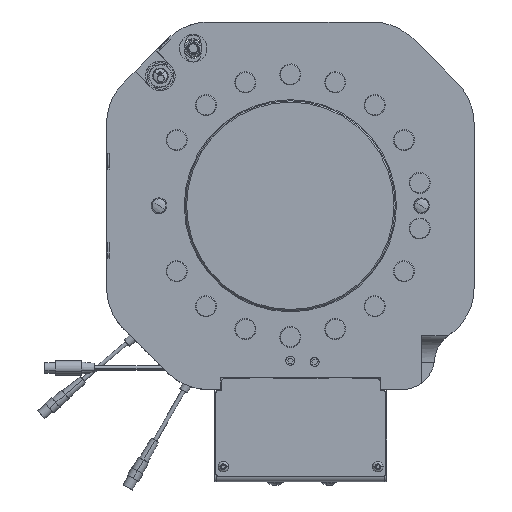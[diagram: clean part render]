
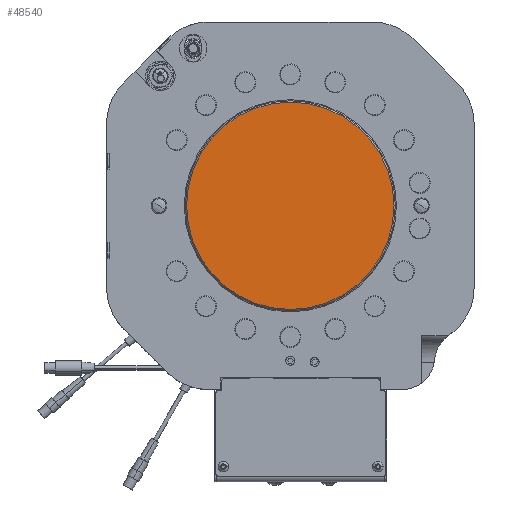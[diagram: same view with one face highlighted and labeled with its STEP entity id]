
A CAD part, top view. The second image highlights one B-rep face of the part: STEP entity #48540.
In plain terms, the highlighted planar face has unit normal (0, 0, 1).
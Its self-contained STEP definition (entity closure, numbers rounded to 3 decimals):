
#7630 = AXIS2_PLACEMENT_3D ( 'NONE', #99597, #107827, #107299 ) ;
#16990 = VERTEX_POINT ( 'NONE', #60132 ) ;
#20879 = PLANE ( 'NONE',  #91279 ) ;
#20980 = CIRCLE ( 'NONE', #56148, 79. ) ;
#28482 = FACE_OUTER_BOUND ( 'NONE', #57450, .T. ) ;
#32958 = CARTESIAN_POINT ( 'NONE',  ( -79., 0., 7.5 ) ) ;
#35630 = CARTESIAN_POINT ( 'NONE',  ( 0., 0., 7.5 ) ) ;
#44952 = DIRECTION ( 'NONE',  ( -1., 0., 0. ) ) ;
#48026 = VERTEX_POINT ( 'NONE', #32958 ) ;
#48540 = ADVANCED_FACE ( 'NONE', ( #28482 ), #20879, .F. ) ;
#54819 = CARTESIAN_POINT ( 'NONE',  ( 134.802, -119.448, 7.5 ) ) ;
#54830 = CIRCLE ( 'NONE', #7630, 79. ) ;
#56148 = AXIS2_PLACEMENT_3D ( 'NONE', #35630, #104029, #69021 ) ;
#57450 = EDGE_LOOP ( 'NONE', ( #61283, #81386 ) ) ;
#60132 = CARTESIAN_POINT ( 'NONE',  ( 79., 0., 7.5 ) ) ;
#61283 = ORIENTED_EDGE ( 'NONE', *, *, #90245, .T. ) ;
#69021 = DIRECTION ( 'NONE',  ( -1., 0., 0. ) ) ;
#69464 = EDGE_CURVE ( 'NONE', #16990, #48026, #54830, .T. ) ;
#72361 = DIRECTION ( 'NONE',  ( 0., 0., -1. ) ) ;
#81386 = ORIENTED_EDGE ( 'NONE', *, *, #69464, .T. ) ;
#90245 = EDGE_CURVE ( 'NONE', #48026, #16990, #20980, .T. ) ;
#91279 = AXIS2_PLACEMENT_3D ( 'NONE', #54819, #72361, #44952 ) ;
#99597 = CARTESIAN_POINT ( 'NONE',  ( 0., 0., 7.5 ) ) ;
#104029 = DIRECTION ( 'NONE',  ( 0., 0., 1. ) ) ;
#107299 = DIRECTION ( 'NONE',  ( -1., 0., 0. ) ) ;
#107827 = DIRECTION ( 'NONE',  ( 0., 0., 1. ) ) ;
